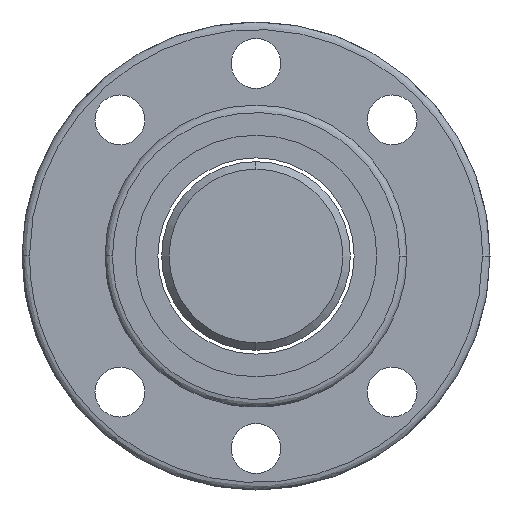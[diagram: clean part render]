
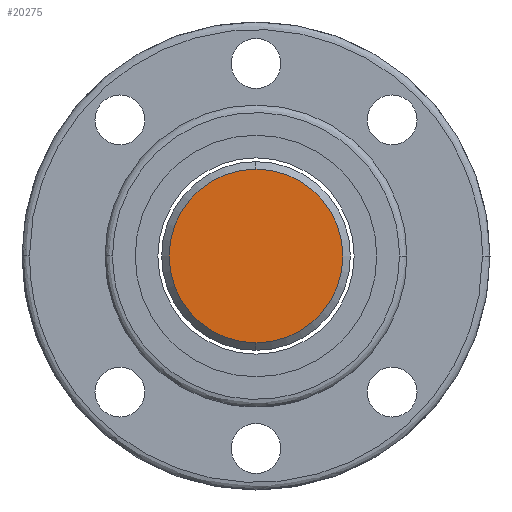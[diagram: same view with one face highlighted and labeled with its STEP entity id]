
A CAD part, left-side view. The second image highlights one B-rep face of the part: STEP entity #20275.
In plain terms, the highlighted planar face has unit normal (-1, 0, 0).
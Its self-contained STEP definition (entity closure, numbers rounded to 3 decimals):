
#1342 = DIRECTION ( 'NONE',  ( 1., 0., 0. ) ) ;
#2793 = CARTESIAN_POINT ( 'NONE',  ( -135., 0., -11.5 ) ) ;
#2932 = AXIS2_PLACEMENT_3D ( 'NONE', #7070, #1342, #12942 ) ;
#5099 = DIRECTION ( 'NONE',  ( 0., 0., -1. ) ) ;
#5468 = AXIS2_PLACEMENT_3D ( 'NONE', #8680, #22386, #5099 ) ;
#5675 = CIRCLE ( 'NONE', #5468, 11.5 ) ;
#6893 = DIRECTION ( 'NONE',  ( -1., 0., 0. ) ) ;
#7054 = DIRECTION ( 'NONE',  ( 0., -1., 0. ) ) ;
#7070 = CARTESIAN_POINT ( 'NONE',  ( -135., 0., 0. ) ) ;
#8680 = CARTESIAN_POINT ( 'NONE',  ( -135., 0., 0. ) ) ;
#8970 = EDGE_CURVE ( 'NONE', #17993, #14277, #15013, .T. ) ;
#11809 = FACE_OUTER_BOUND ( 'NONE', #17107, .T. ) ;
#12881 = AXIS2_PLACEMENT_3D ( 'NONE', #22472, #6893, #7054 ) ;
#12942 = DIRECTION ( 'NONE',  ( 0., 0., -1. ) ) ;
#14277 = VERTEX_POINT ( 'NONE', #2793 ) ;
#14808 = PLANE ( 'NONE',  #12881 ) ;
#15013 = CIRCLE ( 'NONE', #2932, 11.5 ) ;
#17107 = EDGE_LOOP ( 'NONE', ( #22233, #23849 ) ) ;
#17993 = VERTEX_POINT ( 'NONE', #22820 ) ;
#19710 = EDGE_CURVE ( 'NONE', #14277, #17993, #5675, .T. ) ;
#20275 = ADVANCED_FACE ( 'NONE', ( #11809 ), #14808, .T. ) ;
#22233 = ORIENTED_EDGE ( 'NONE', *, *, #19710, .F. ) ;
#22386 = DIRECTION ( 'NONE',  ( 1., 0., 0. ) ) ;
#22472 = CARTESIAN_POINT ( 'NONE',  ( -135., 6.25, 0. ) ) ;
#22820 = CARTESIAN_POINT ( 'NONE',  ( -135., 0., 11.5 ) ) ;
#23849 = ORIENTED_EDGE ( 'NONE', *, *, #8970, .F. ) ;
